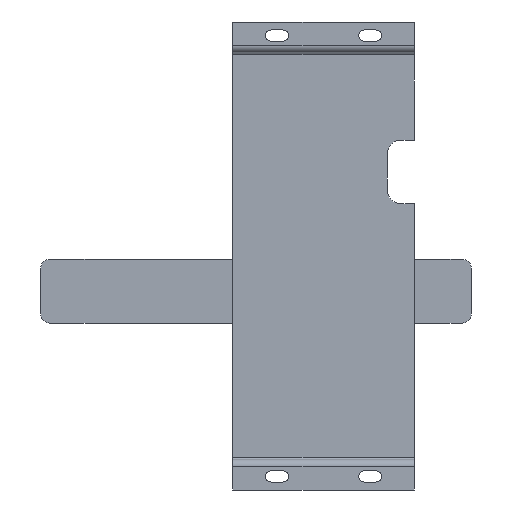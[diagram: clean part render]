
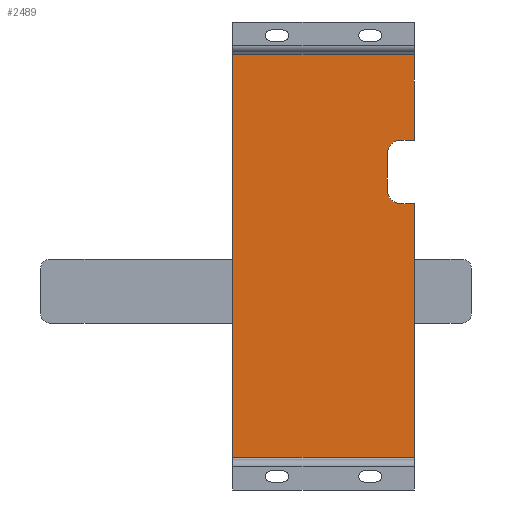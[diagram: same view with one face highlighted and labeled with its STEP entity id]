
A CAD part, front view. The second image highlights one B-rep face of the part: STEP entity #2489.
In plain terms, the highlighted planar face has unit normal (0, -1, 0).
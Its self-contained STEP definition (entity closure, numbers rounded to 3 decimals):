
#34 = EDGE_CURVE ( 'NONE', #475, #1737, #2256, .T. ) ;
#50 = EDGE_CURVE ( 'NONE', #1971, #2027, #1979, .T. ) ;
#137 = DIRECTION ( 'NONE',  ( 0., 0., 1. ) ) ;
#154 = LINE ( 'NONE', #1675, #681 ) ;
#155 = VECTOR ( 'NONE', #2164, 1000. ) ;
#181 = VERTEX_POINT ( 'NONE', #415 ) ;
#195 = CIRCLE ( 'NONE', #1611, 6. ) ;
#214 = VERTEX_POINT ( 'NONE', #1209 ) ;
#237 = ORIENTED_EDGE ( 'NONE', *, *, #951, .F. ) ;
#242 = CARTESIAN_POINT ( 'NONE',  ( 28., -2., 45. ) ) ;
#318 = CARTESIAN_POINT ( 'NONE',  ( 40., -2., -88.5 ) ) ;
#328 = CARTESIAN_POINT ( 'NONE',  ( 34., -2., 45. ) ) ;
#387 = DIRECTION ( 'NONE',  ( 0., -1., 0. ) ) ;
#394 = EDGE_CURVE ( 'NONE', #1737, #181, #154, .T. ) ;
#415 = CARTESIAN_POINT ( 'NONE',  ( 40., -2., 23. ) ) ;
#423 = CARTESIAN_POINT ( 'NONE',  ( 34., -2., 23. ) ) ;
#458 = VECTOR ( 'NONE', #2503, 1000. ) ;
#475 = VERTEX_POINT ( 'NONE', #1691 ) ;
#503 = DIRECTION ( 'NONE',  ( 0., 1., 0. ) ) ;
#512 = ORIENTED_EDGE ( 'NONE', *, *, #885, .F. ) ;
#607 = CARTESIAN_POINT ( 'NONE',  ( -40., -2., -91.5 ) ) ;
#623 = ORIENTED_EDGE ( 'NONE', *, *, #1002, .F. ) ;
#650 = LINE ( 'NONE', #1542, #2534 ) ;
#681 = VECTOR ( 'NONE', #2069, 1000. ) ;
#703 = ORIENTED_EDGE ( 'NONE', *, *, #34, .F. ) ;
#734 = CARTESIAN_POINT ( 'NONE',  ( 28., -2., 29. ) ) ;
#788 = CARTESIAN_POINT ( 'NONE',  ( 34., -2., 29. ) ) ;
#798 = CARTESIAN_POINT ( 'NONE',  ( 40., -2., 51. ) ) ;
#800 = EDGE_LOOP ( 'NONE', ( #1367, #1203, #512, #1982, #1760, #623, #870, #1810, #703, #237 ) ) ;
#825 = PLANE ( 'NONE',  #1206 ) ;
#870 = ORIENTED_EDGE ( 'NONE', *, *, #1475, .F. ) ;
#873 = AXIS2_PLACEMENT_3D ( 'NONE', #788, #387, #1575 ) ;
#885 = EDGE_CURVE ( 'NONE', #2447, #1971, #1470, .T. ) ;
#914 = CARTESIAN_POINT ( 'NONE',  ( 34., -2., 51. ) ) ;
#929 = DIRECTION ( 'NONE',  ( 1., 0., 0. ) ) ;
#951 = EDGE_CURVE ( 'NONE', #1732, #475, #1856, .T. ) ;
#977 = CARTESIAN_POINT ( 'NONE',  ( 40., -2., 88.5 ) ) ;
#1002 = EDGE_CURVE ( 'NONE', #1474, #2145, #650, .T. ) ;
#1062 = VECTOR ( 'NONE', #1178, 1000. ) ;
#1145 = DIRECTION ( 'NONE',  ( 0., -1., 0. ) ) ;
#1150 = CARTESIAN_POINT ( 'NONE',  ( -40., -2., 88.5 ) ) ;
#1178 = DIRECTION ( 'NONE',  ( -1., 0., 0. ) ) ;
#1203 = ORIENTED_EDGE ( 'NONE', *, *, #50, .F. ) ;
#1205 = EDGE_CURVE ( 'NONE', #2145, #214, #2255, .T. ) ;
#1206 = AXIS2_PLACEMENT_3D ( 'NONE', #2267, #503, #1305 ) ;
#1209 = CARTESIAN_POINT ( 'NONE',  ( -40., -2., 88.5 ) ) ;
#1285 = FACE_OUTER_BOUND ( 'NONE', #800, .T. ) ;
#1305 = DIRECTION ( 'NONE',  ( 0., 0., 1. ) ) ;
#1348 = CARTESIAN_POINT ( 'NONE',  ( 40., -2., -91.5 ) ) ;
#1367 = ORIENTED_EDGE ( 'NONE', *, *, #2385, .F. ) ;
#1470 = LINE ( 'NONE', #1725, #1767 ) ;
#1474 = VERTEX_POINT ( 'NONE', #318 ) ;
#1475 = EDGE_CURVE ( 'NONE', #181, #1474, #2006, .T. ) ;
#1532 = EDGE_CURVE ( 'NONE', #214, #2447, #1947, .T. ) ;
#1542 = CARTESIAN_POINT ( 'NONE',  ( 40., -2., -88.5 ) ) ;
#1575 = DIRECTION ( 'NONE',  ( 0., 0., 1. ) ) ;
#1611 = AXIS2_PLACEMENT_3D ( 'NONE', #328, #1145, #137 ) ;
#1675 = CARTESIAN_POINT ( 'NONE',  ( 40., -2., 23. ) ) ;
#1691 = CARTESIAN_POINT ( 'NONE',  ( 28., -2., 29. ) ) ;
#1725 = CARTESIAN_POINT ( 'NONE',  ( 40., -2., -91.5 ) ) ;
#1732 = VERTEX_POINT ( 'NONE', #242 ) ;
#1737 = VERTEX_POINT ( 'NONE', #423 ) ;
#1742 = DIRECTION ( 'NONE',  ( 0., 0., -1. ) ) ;
#1760 = ORIENTED_EDGE ( 'NONE', *, *, #1205, .F. ) ;
#1767 = VECTOR ( 'NONE', #1881, 1000. ) ;
#1810 = ORIENTED_EDGE ( 'NONE', *, *, #394, .F. ) ;
#1856 = LINE ( 'NONE', #734, #2468 ) ;
#1881 = DIRECTION ( 'NONE',  ( 0., 0., -1. ) ) ;
#1930 = DIRECTION ( 'NONE',  ( -1., 0., 0. ) ) ;
#1947 = LINE ( 'NONE', #1150, #2407 ) ;
#1971 = VERTEX_POINT ( 'NONE', #2445 ) ;
#1979 = LINE ( 'NONE', #798, #1062 ) ;
#1982 = ORIENTED_EDGE ( 'NONE', *, *, #1532, .F. ) ;
#2006 = LINE ( 'NONE', #1348, #458 ) ;
#2027 = VERTEX_POINT ( 'NONE', #914 ) ;
#2069 = DIRECTION ( 'NONE',  ( 1., 0., 0. ) ) ;
#2145 = VERTEX_POINT ( 'NONE', #2319 ) ;
#2164 = DIRECTION ( 'NONE',  ( 0., 0., 1. ) ) ;
#2255 = LINE ( 'NONE', #607, #155 ) ;
#2256 = CIRCLE ( 'NONE', #873, 6. ) ;
#2267 = CARTESIAN_POINT ( 'NONE',  ( 0., -2., 0. ) ) ;
#2319 = CARTESIAN_POINT ( 'NONE',  ( -40., -2., -88.5 ) ) ;
#2385 = EDGE_CURVE ( 'NONE', #2027, #1732, #195, .T. ) ;
#2407 = VECTOR ( 'NONE', #929, 1000. ) ;
#2445 = CARTESIAN_POINT ( 'NONE',  ( 40., -2., 51. ) ) ;
#2447 = VERTEX_POINT ( 'NONE', #977 ) ;
#2468 = VECTOR ( 'NONE', #1742, 1000. ) ;
#2489 = ADVANCED_FACE ( 'NONE', ( #1285 ), #825, .F. ) ;
#2503 = DIRECTION ( 'NONE',  ( 0., 0., -1. ) ) ;
#2534 = VECTOR ( 'NONE', #1930, 1000. ) ;
